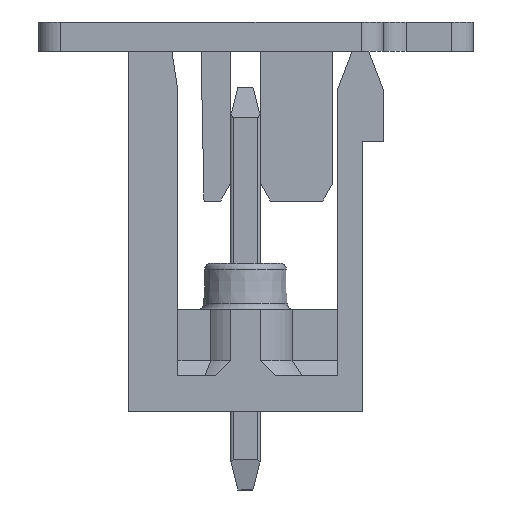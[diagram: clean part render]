
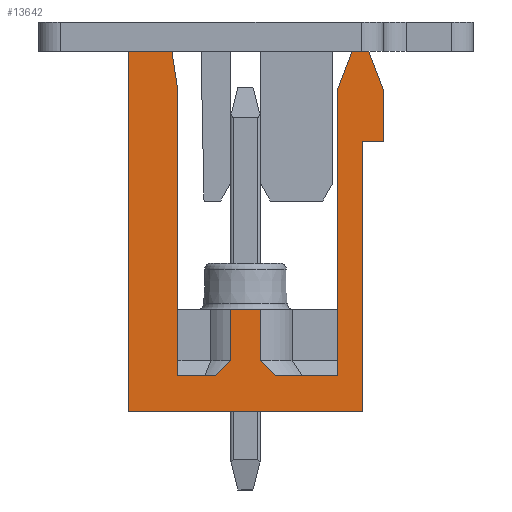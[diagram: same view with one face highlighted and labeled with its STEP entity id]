
A CAD part, left-side view. The second image highlights one B-rep face of the part: STEP entity #13642.
In plain terms, the highlighted planar face has unit normal (-1, 0, 0).
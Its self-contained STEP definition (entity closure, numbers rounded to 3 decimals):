
#1584=ORIENTED_EDGE('',*,*,#5454,.T.);
#1585=ORIENTED_EDGE('',*,*,#5455,.T.);
#1586=ORIENTED_EDGE('',*,*,#5456,.F.);
#1587=ORIENTED_EDGE('',*,*,#5457,.T.);
#1588=ORIENTED_EDGE('',*,*,#4665,.T.);
#1589=ORIENTED_EDGE('',*,*,#5458,.F.);
#1590=ORIENTED_EDGE('',*,*,#5459,.T.);
#1591=ORIENTED_EDGE('',*,*,#5460,.F.);
#1592=ORIENTED_EDGE('',*,*,#5426,.T.);
#1593=ORIENTED_EDGE('',*,*,#5420,.F.);
#1594=ORIENTED_EDGE('',*,*,#5423,.T.);
#1595=ORIENTED_EDGE('',*,*,#5461,.F.);
#1596=ORIENTED_EDGE('',*,*,#5462,.F.);
#1597=ORIENTED_EDGE('',*,*,#5463,.T.);
#1598=ORIENTED_EDGE('',*,*,#5464,.T.);
#1599=ORIENTED_EDGE('',*,*,#4849,.T.);
#1600=ORIENTED_EDGE('',*,*,#5465,.F.);
#1601=ORIENTED_EDGE('',*,*,#5466,.T.);
#1602=ORIENTED_EDGE('',*,*,#5467,.F.);
#4665=EDGE_CURVE('',#6670,#6669,#7961,.T.);
#4849=EDGE_CURVE('',#6850,#6849,#8096,.T.);
#5420=EDGE_CURVE('',#7299,#7296,#8622,.T.);
#5423=EDGE_CURVE('',#7299,#7301,#8625,.F.);
#5426=EDGE_CURVE('',#7303,#7296,#8628,.F.);
#5454=EDGE_CURVE('',#7322,#7323,#8656,.T.);
#5455=EDGE_CURVE('',#7323,#7324,#8657,.F.);
#5456=EDGE_CURVE('',#7325,#7324,#8658,.T.);
#5457=EDGE_CURVE('',#7325,#6670,#8659,.T.);
#5458=EDGE_CURVE('',#7326,#6669,#8660,.T.);
#5459=EDGE_CURVE('',#7326,#7327,#8661,.T.);
#5460=EDGE_CURVE('',#7303,#7327,#8662,.T.);
#5461=EDGE_CURVE('',#7328,#7301,#8663,.T.);
#5462=EDGE_CURVE('',#7329,#7328,#8664,.T.);
#5463=EDGE_CURVE('',#7329,#7330,#8665,.F.);
#5464=EDGE_CURVE('',#7330,#6850,#8666,.T.);
#5465=EDGE_CURVE('',#7331,#6849,#8667,.T.);
#5466=EDGE_CURVE('',#7331,#7332,#8668,.F.);
#5467=EDGE_CURVE('',#7322,#7332,#8669,.T.);
#6669=VERTEX_POINT('',#19163);
#6670=VERTEX_POINT('',#19165);
#6849=VERTEX_POINT('',#19535);
#6850=VERTEX_POINT('',#19537);
#7296=VERTEX_POINT('',#20726);
#7299=VERTEX_POINT('',#20731);
#7301=VERTEX_POINT('',#20737);
#7303=VERTEX_POINT('',#20742);
#7322=VERTEX_POINT('',#20797);
#7323=VERTEX_POINT('',#20798);
#7324=VERTEX_POINT('',#20800);
#7325=VERTEX_POINT('',#20802);
#7326=VERTEX_POINT('',#20805);
#7327=VERTEX_POINT('',#20807);
#7328=VERTEX_POINT('',#20810);
#7329=VERTEX_POINT('',#20812);
#7330=VERTEX_POINT('',#20814);
#7331=VERTEX_POINT('',#20817);
#7332=VERTEX_POINT('',#20819);
#7961=LINE('',#19164,#9573);
#8096=LINE('',#19536,#9708);
#8622=LINE('',#20732,#10234);
#8625=LINE('',#20738,#10237);
#8628=LINE('',#20744,#10240);
#8656=LINE('',#20796,#10268);
#8657=LINE('',#20799,#10269);
#8658=LINE('',#20801,#10270);
#8659=LINE('',#20803,#10271);
#8660=LINE('',#20804,#10272);
#8661=LINE('',#20806,#10273);
#8662=LINE('',#20808,#10274);
#8663=LINE('',#20809,#10275);
#8664=LINE('',#20811,#10276);
#8665=LINE('',#20813,#10277);
#8666=LINE('',#20815,#10278);
#8667=LINE('',#20816,#10279);
#8668=LINE('',#20818,#10280);
#8669=LINE('',#20820,#10281);
#9573=VECTOR('',#15412,1000.);
#9708=VECTOR('',#15661,1000.);
#10234=VECTOR('',#16451,1000.);
#10237=VECTOR('',#16456,1000.);
#10240=VECTOR('',#16461,1000.);
#10268=VECTOR('',#16501,1000.);
#10269=VECTOR('',#16502,1000.);
#10270=VECTOR('',#16503,1000.);
#10271=VECTOR('',#16504,1000.);
#10272=VECTOR('',#16505,1000.);
#10273=VECTOR('',#16506,1000.);
#10274=VECTOR('',#16507,1000.);
#10275=VECTOR('',#16508,1000.);
#10276=VECTOR('',#16509,1000.);
#10277=VECTOR('',#16510,1000.);
#10278=VECTOR('',#16511,1000.);
#10279=VECTOR('',#16512,1000.);
#10280=VECTOR('',#16513,1000.);
#10281=VECTOR('',#16514,1000.);
#11317=EDGE_LOOP('',(#1584,#1585,#1586,#1587,#1588,#1589,#1590,#1591,#1592,
#1593,#1594,#1595,#1596,#1597,#1598,#1599,#1600,#1601,#1602));
#12185=FACE_BOUND('',#11317,.T.);
#13041=PLANE('',#14533);
#13642=ADVANCED_FACE('',(#12185),#13041,.T.);
#14533=AXIS2_PLACEMENT_3D('',#20795,#16499,#16500);
#15412=DIRECTION('',(0.,-1.,0.));
#15661=DIRECTION('',(0.,1.,0.));
#16451=DIRECTION('',(0.,-1.,0.));
#16456=DIRECTION('',(0.,-0.359,0.933));
#16461=DIRECTION('',(0.,-0.359,-0.933));
#16499=DIRECTION('',(-1.,0.,0.));
#16500=DIRECTION('',(0.,0.,1.));
#16501=DIRECTION('',(0.,0.,1.));
#16502=DIRECTION('',(0.,-0.152,-0.988));
#16503=DIRECTION('',(0.,-1.,0.));
#16504=DIRECTION('',(0.,0.,-1.));
#16505=DIRECTION('',(0.,0.,-1.));
#16506=DIRECTION('',(0.,-1.,0.));
#16507=DIRECTION('',(0.,0.,-1.));
#16508=DIRECTION('',(0.,0.,1.));
#16509=DIRECTION('',(0.,-1.,0.));
#16510=DIRECTION('',(0.,-0.707,-0.707));
#16511=DIRECTION('',(0.,0.,1.));
#16512=DIRECTION('',(0.,0.,1.));
#16513=DIRECTION('',(0.,-0.707,0.707));
#16514=DIRECTION('',(0.,-1.,0.));
#19163=CARTESIAN_POINT('',(-30.48,0.7,-6.));
#19164=CARTESIAN_POINT('',(-30.48,8.5,-6.));
#19165=CARTESIAN_POINT('',(-30.48,8.5,-6.));
#19535=CARTESIAN_POINT('',(-30.48,5.1,-2.6));
#19536=CARTESIAN_POINT('',(-30.48,1.55,-2.6));
#19537=CARTESIAN_POINT('',(-30.48,4.1,-2.6));
#20726=CARTESIAN_POINT('',(-30.48,0.5,6.));
#20731=CARTESIAN_POINT('',(-30.48,1.05,6.));
#20732=CARTESIAN_POINT('',(-30.48,8.5,6.));
#20737=CARTESIAN_POINT('',(-30.48,1.55,4.7));
#20738=CARTESIAN_POINT('',(-30.48,2.01,3.504));
#20742=CARTESIAN_POINT('',(-30.48,0.,4.7));
#20744=CARTESIAN_POINT('',(-30.48,1.531,8.68));
#20795=CARTESIAN_POINT('',(-30.48,8.5,6.));
#20796=CARTESIAN_POINT('',(-30.48,6.85,-2.6));
#20797=CARTESIAN_POINT('',(-30.48,6.85,-4.8));
#20798=CARTESIAN_POINT('',(-30.48,6.85,4.7));
#20799=CARTESIAN_POINT('',(-30.48,7.084,6.218));
#20800=CARTESIAN_POINT('',(-30.48,7.05,6.));
#20801=CARTESIAN_POINT('',(-30.48,8.5,6.));
#20802=CARTESIAN_POINT('',(-30.48,8.5,6.));
#20803=CARTESIAN_POINT('',(-30.48,8.5,6.));
#20804=CARTESIAN_POINT('',(-30.48,0.7,3.));
#20805=CARTESIAN_POINT('',(-30.48,0.7,3.));
#20806=CARTESIAN_POINT('',(-30.48,0.7,3.));
#20807=CARTESIAN_POINT('',(-30.48,0.,3.));
#20808=CARTESIAN_POINT('',(-30.48,0.,6.));
#20809=CARTESIAN_POINT('',(-30.48,1.55,-2.6));
#20810=CARTESIAN_POINT('',(-30.48,1.55,-4.8));
#20811=CARTESIAN_POINT('',(-30.48,4.1,-4.8));
#20812=CARTESIAN_POINT('',(-30.48,3.6,-4.8));
#20813=CARTESIAN_POINT('',(-30.48,3.6,-4.8));
#20814=CARTESIAN_POINT('',(-30.48,4.1,-4.3));
#20815=CARTESIAN_POINT('',(-30.48,4.1,-4.8));
#20816=CARTESIAN_POINT('',(-30.48,5.1,-4.8));
#20817=CARTESIAN_POINT('',(-30.48,5.1,-4.3));
#20818=CARTESIAN_POINT('',(-30.48,5.6,-4.8));
#20819=CARTESIAN_POINT('',(-30.48,5.6,-4.8));
#20820=CARTESIAN_POINT('',(-30.48,6.85,-4.8));
